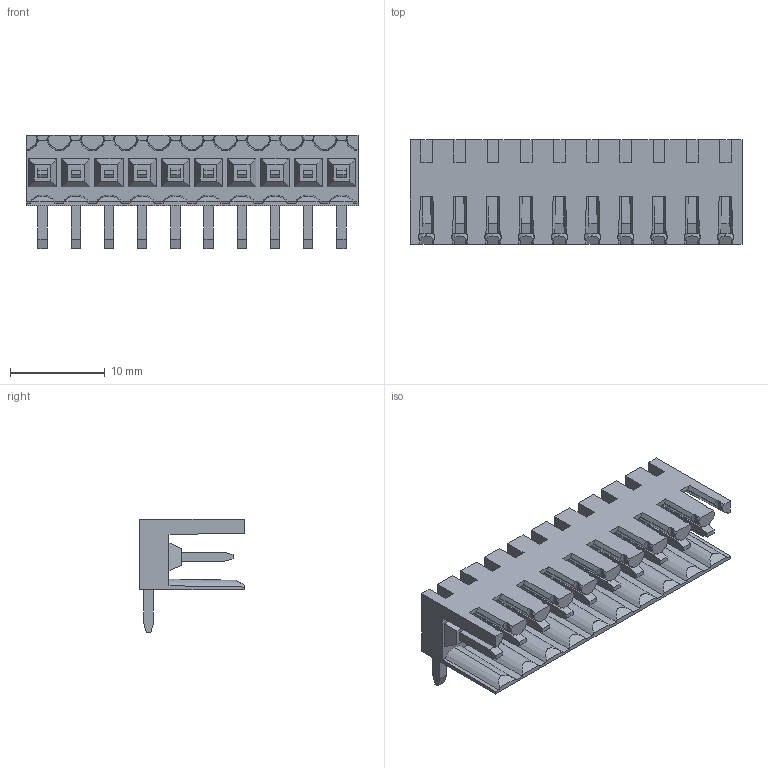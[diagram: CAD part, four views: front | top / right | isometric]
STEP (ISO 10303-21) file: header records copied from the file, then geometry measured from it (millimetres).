
FILE_DESCRIPTION(('CATIA V5 STEP Exchange','CAx-IF Rec.Pracs.--- Model Styling and Organization---1.4--- 2014-01-23'),'2;1');
FILE_NAME ('D1488103_0_1615360000_1615360000.stp','2021-06-01T08:40:26+00:00',('none'),('Weidmueller'),'CATIA Version 5-6 Release 2016 SP3 HF44','CATIA V5 STEP AP214','none');
FILE_SCHEMA(('AUTOMOTIVE_DESIGN { 1 0 10303 214 1 1 1 1 }'));
Length unit declared in the file: millimetre
Products named in the file (1): 1615360000
Bounding box: 35 x 11.05 x 11.95 mm (x, y, z)
Volume: 1277.5 mm3; surface area: 3094.6 mm2
Topology: 11 solids, 11 shells, 626 faces, 1861 edges, 1257 vertices
Faces by surface type: plane 510, cylinder 80, cone 36
Entity records: 21617 total; most frequent: CARTESIAN_POINT 4763, ORIENTED_EDGE 3722, DIRECTION 2765, EDGE_CURVE 1861, VECTOR 1411, LINE 1411, VERTEX_POINT 1257, AXIS2_PLACEMENT_3D 803
